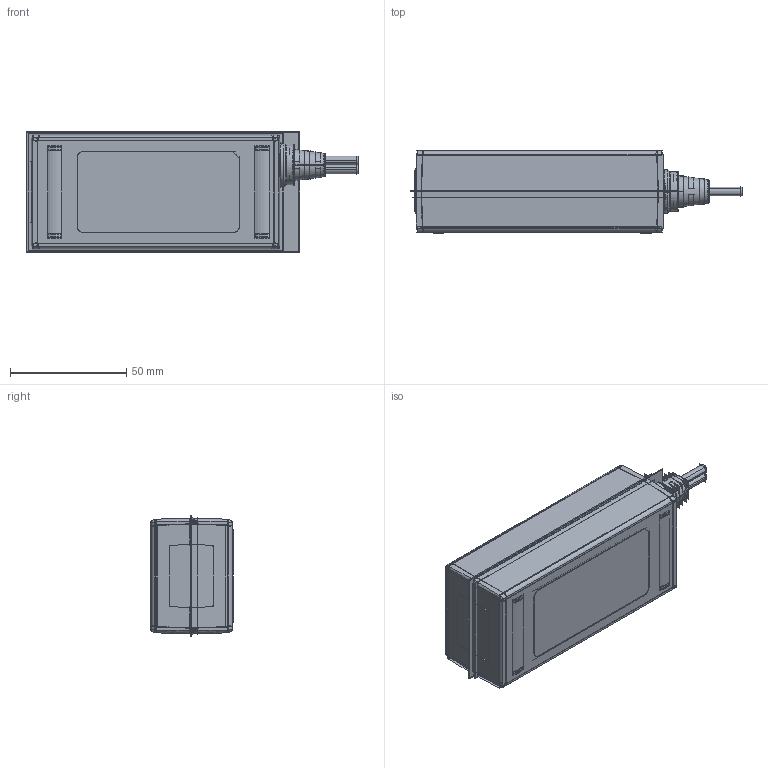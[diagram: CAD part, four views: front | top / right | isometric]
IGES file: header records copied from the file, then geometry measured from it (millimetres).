
Start section:  PTC IGES file: BT2A.igs
Global section: file name: BT2A.igs; native system: Pro/ENGINEER by Parametric Technology Corporation; preprocessor: 2010280; author: Administrator; organization: Unknown; date: 20180424.112003; units: millimetre
Bounding box: 142.97 x 35.79 x 52 mm (x, y, z)
Volume: 130753.7 mm3; surface area: 634166.2 mm2
Topology: 37 solids, 39 shells, 2538 faces, 12716 edges, 16032 vertices
Faces by surface type: bspline 1678, revolution 840, extrusion 20
